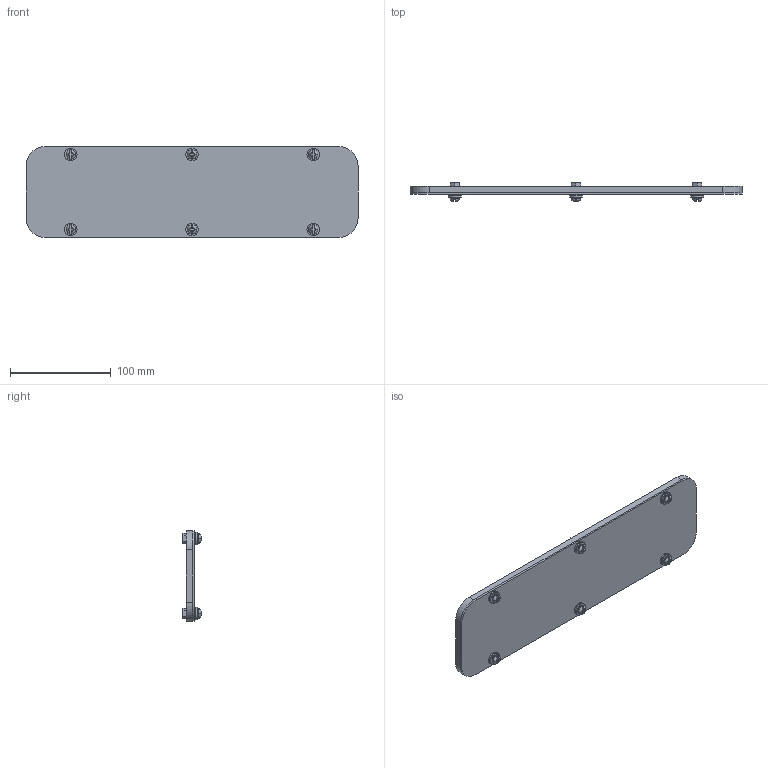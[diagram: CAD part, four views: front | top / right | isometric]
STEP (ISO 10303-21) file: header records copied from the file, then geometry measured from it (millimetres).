
FILE_DESCRIPTION (( 'STEP AP214' ), '1' );
FILE_NAME ('GP134LG.STEP', '2019-09-05T15:22:47', ( '' ), ( '' ), 'SwSTEP 2.0', 'SolidWorks 2018', '' );
FILE_SCHEMA (( 'AUTOMOTIVE_DESIGN' ));
Length unit declared in the file: inch
Products named in the file (1): GP134LG
Bounding box: 330.2 x 17.96 x 90.47 mm (x, y, z)
Volume: 133833.6 mm3; surface area: 100912.9 mm2
Topology: 20 solids, 20 shells, 346 faces, 828 edges, 540 vertices
Faces by surface type: plane 190, cylinder 120, bspline 36
Entity records: 15559 total; most frequent: CARTESIAN_POINT 2807, ORIENTED_EDGE 1656, DIRECTION 1618, EDGE_CURVE 828, AXIS2_PLACEMENT_3D 599, VERTEX_POINT 540, LINE 420, VECTOR 420
